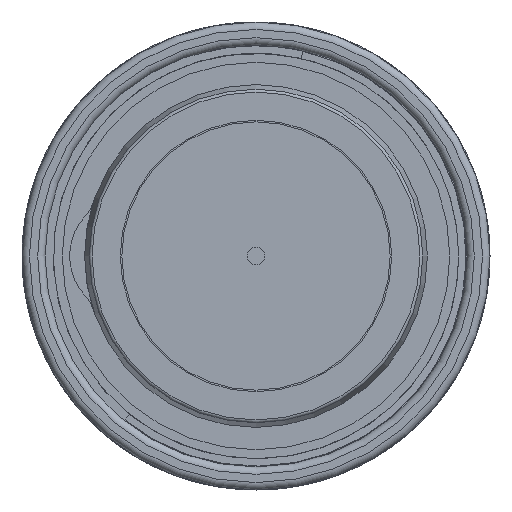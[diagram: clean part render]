
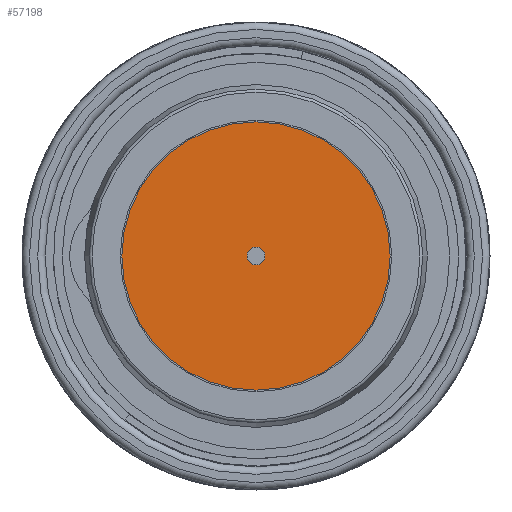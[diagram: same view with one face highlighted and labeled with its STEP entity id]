
A CAD part, left-side view. The second image highlights one B-rep face of the part: STEP entity #57198.
In plain terms, the highlighted planar face has unit normal (-1, 0, 0).
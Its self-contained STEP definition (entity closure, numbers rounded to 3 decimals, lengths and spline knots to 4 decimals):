
#2647=PLANE('',#58298);
#5822=FACE_OUTER_BOUND('',#10123,.T.);
#5829=CIRCLE('',#57236,9.);
#6322=CIRCLE('',#58296,0.6);
#6323=CIRCLE('',#58297,0.6);
#6636=FACE_BOUND('',#10124,.T.);
#10123=EDGE_LOOP('',(#50301));
#10124=EDGE_LOOP('',(#50302,#50303));
#18806=VERTEX_POINT('',#61409);
#24505=VERTEX_POINT('',#209231);
#24506=VERTEX_POINT('',#209232);
#24547=EDGE_CURVE('',#18806,#18806,#5829,.T.);
#33103=EDGE_CURVE('',#24505,#24506,#6322,.T.);
#33104=EDGE_CURVE('',#24506,#24505,#6323,.T.);
#50301=ORIENTED_EDGE('',*,*,#24547,.T.);
#50302=ORIENTED_EDGE('',*,*,#33103,.T.);
#50303=ORIENTED_EDGE('',*,*,#33104,.T.);
#57198=ADVANCED_FACE('',(#5822,#6636),#2647,.F.);
#57236=AXIS2_PLACEMENT_3D('',#61411,#58347,#58348);
#58296=AXIS2_PLACEMENT_3D('',#209233,#61003,#61004);
#58297=AXIS2_PLACEMENT_3D('',#209234,#61005,#61006);
#58298=AXIS2_PLACEMENT_3D('',#209236,#61008,#61009);
#58347=DIRECTION('center_axis',(-1.,0.,0.));
#58348=DIRECTION('ref_axis',(0.,0.,-1.));
#61003=DIRECTION('center_axis',(1.,0.,0.));
#61004=DIRECTION('ref_axis',(0.,0.,
1.));
#61005=DIRECTION('center_axis',(1.,0.,0.));
#61006=DIRECTION('ref_axis',(0.,0.,
1.));
#61008=DIRECTION('center_axis',(1.,0.,0.));
#61009=DIRECTION('ref_axis',(0.,0.,
-1.));
#61409=CARTESIAN_POINT('',(0.,0.,9.));
#61411=CARTESIAN_POINT('Origin',(0.,0.,
0.));
#209231=CARTESIAN_POINT('',(0.,0.,0.6));
#209232=CARTESIAN_POINT('',(0.,0.,-0.6));
#209233=CARTESIAN_POINT('Origin',(0.,0.,
0.));
#209234=CARTESIAN_POINT('Origin',(0.,0.,
0.));
#209236=CARTESIAN_POINT('Origin',(0.,0.,
0.));
